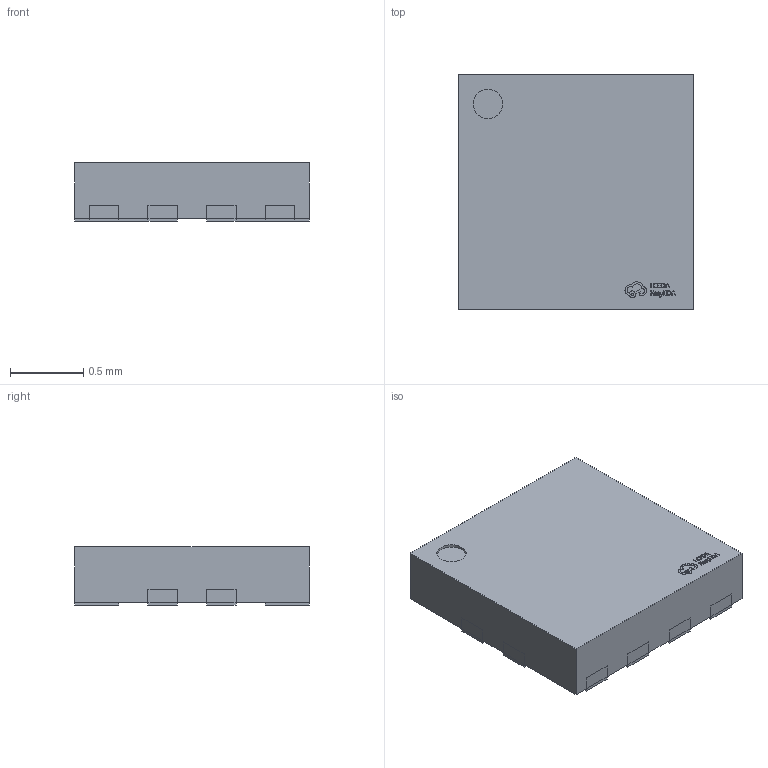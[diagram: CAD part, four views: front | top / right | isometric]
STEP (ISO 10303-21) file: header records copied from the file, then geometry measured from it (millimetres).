
FILE_DESCRIPTION (( 'STEP AP214' ), '1' );
FILE_NAME ('X2QFN-12_L1.6-W1.6-H0.4-P0.40-TL.step', '2022-07-15T04:28:58', ( '' ), ( '' ), 'SwSTEP 2.0', 'SolidWorks 2020', '' );
FILE_SCHEMA (( 'AUTOMOTIVE_DESIGN' ));
Length unit declared in the file: millimetre
Products named in the file (1): X2QFN-12_L1.6-W1.6-H0.4-P0.40-TL
Bounding box: 1.6 x 1.6 x 0.4 mm (x, y, z)
Volume: 1 mm3; surface area: 13.4 mm2
Topology: 38 solids, 38 shells, 494 faces, 1230 edges, 820 vertices
Faces by surface type: plane 380, bspline 112, cylinder 2
Entity records: 20888 total; most frequent: CARTESIAN_POINT 4649, ORIENTED_EDGE 2460, DIRECTION 1772, EDGE_CURVE 1230, LINE 998, VECTOR 998, VERTEX_POINT 820, EDGE_LOOP 514
